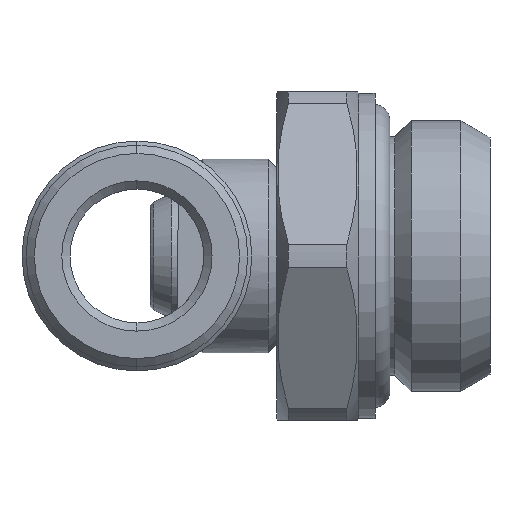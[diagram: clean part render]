
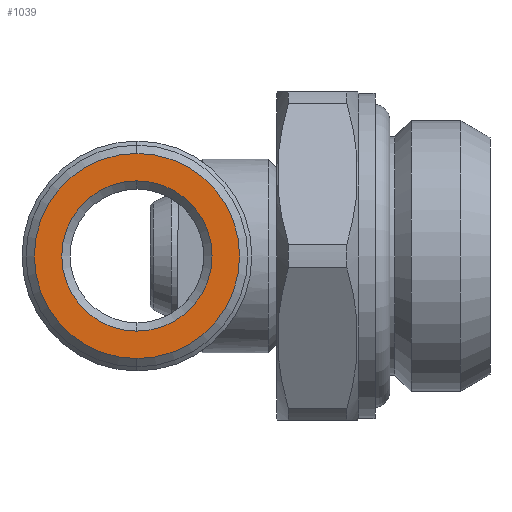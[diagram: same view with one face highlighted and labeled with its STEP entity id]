
A CAD part, left-side view. The second image highlights one B-rep face of the part: STEP entity #1039.
In plain terms, the highlighted planar face has unit normal (-1, 0, 0).
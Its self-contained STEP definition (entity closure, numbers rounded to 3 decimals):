
#37 = VERTEX_POINT ( 'NONE', #1162 ) ;
#55 = VERTEX_POINT ( 'NONE', #1421 ) ;
#56 = VERTEX_POINT ( 'NONE', #1420 ) ;
#58 = EDGE_CURVE ( 'NONE', #55, #56, #1344, .T. ) ;
#59 = EDGE_CURVE ( 'NONE', #37, #60, #1395, .T. ) ;
#60 = VERTEX_POINT ( 'NONE', #1453 ) ;
#1039 = ADVANCED_FACE ( 'NONE', ( #2923, #2972 ), #2971, .F. ) ;
#1040 = EDGE_LOOP ( 'NONE', ( #1041, #1245 ) ) ;
#1041 = ORIENTED_EDGE ( 'NONE', *, *, #59, .F. ) ;
#1162 = CARTESIAN_POINT ( 'NONE',  ( -21.7, 0., -6.25 ) ) ;
#1229 = EDGE_LOOP ( 'NONE', ( #1311, #1260 ) ) ;
#1243 = EDGE_CURVE ( 'NONE', #56, #55, #3215, .T. ) ;
#1245 = ORIENTED_EDGE ( 'NONE', *, *, #1310, .F. ) ;
#1260 = ORIENTED_EDGE ( 'NONE', *, *, #1243, .T. ) ;
#1310 = EDGE_CURVE ( 'NONE', #60, #37, #3370, .T. ) ;
#1311 = ORIENTED_EDGE ( 'NONE', *, *, #58, .T. ) ;
#1340 = DIRECTION ( 'NONE',  ( 0., 0., -1. ) ) ;
#1341 = DIRECTION ( 'NONE',  ( 1., 0., 0. ) ) ;
#1342 = CARTESIAN_POINT ( 'NONE',  ( -21.7, 0., 0. ) ) ;
#1343 = AXIS2_PLACEMENT_3D ( 'NONE', #1342, #1341, #1340 ) ;
#1344 = CIRCLE ( 'NONE', #1343, 4.575 ) ;
#1345 = CARTESIAN_POINT ( 'NONE',  ( -21.7, 0., 0. ) ) ;
#1392 = DIRECTION ( 'NONE',  ( 0., 0., -1. ) ) ;
#1393 = DIRECTION ( 'NONE',  ( 1., 0., 0. ) ) ;
#1394 = AXIS2_PLACEMENT_3D ( 'NONE', #1345, #1393, #1392 ) ;
#1395 = CIRCLE ( 'NONE', #1394, 6.25 ) ;
#1420 = CARTESIAN_POINT ( 'NONE',  ( -21.7, 0., -4.575 ) ) ;
#1421 = CARTESIAN_POINT ( 'NONE',  ( -21.7, 0., 4.575 ) ) ;
#1453 = CARTESIAN_POINT ( 'NONE',  ( -21.7, 0., 6.25 ) ) ;
#2923 = FACE_OUTER_BOUND ( 'NONE', #1040, .T. ) ;
#2970 = AXIS2_PLACEMENT_3D ( 'NONE', #2994, #2993, #2992 ) ;
#2971 = PLANE ( 'NONE',  #2970 ) ;
#2972 = FACE_BOUND ( 'NONE', #1229, .T. ) ;
#2992 = DIRECTION ( 'NONE',  ( 0., 0., -1. ) ) ;
#2993 = DIRECTION ( 'NONE',  ( 1., 0., 0. ) ) ;
#2994 = CARTESIAN_POINT ( 'NONE',  ( -21.7, -6.25, 0. ) ) ;
#3212 = DIRECTION ( 'NONE',  ( 1., 0., 0. ) ) ;
#3213 = CARTESIAN_POINT ( 'NONE',  ( -21.7, 0., 0. ) ) ;
#3214 = AXIS2_PLACEMENT_3D ( 'NONE', #3213, #3212, #3297 ) ;
#3215 = CIRCLE ( 'NONE', #3214, 4.575 ) ;
#3297 = DIRECTION ( 'NONE',  ( 0., 0., -1. ) ) ;
#3366 = DIRECTION ( 'NONE',  ( 0., 0., -1. ) ) ;
#3367 = DIRECTION ( 'NONE',  ( 1., 0., 0. ) ) ;
#3368 = CARTESIAN_POINT ( 'NONE',  ( -21.7, 0., 0. ) ) ;
#3369 = AXIS2_PLACEMENT_3D ( 'NONE', #3368, #3367, #3366 ) ;
#3370 = CIRCLE ( 'NONE', #3369, 6.25 ) ;
